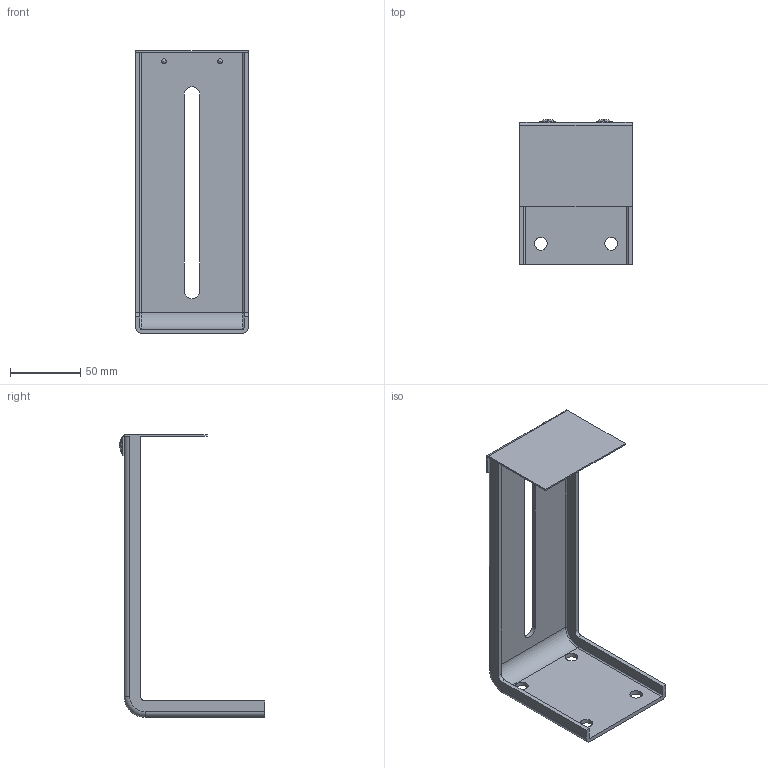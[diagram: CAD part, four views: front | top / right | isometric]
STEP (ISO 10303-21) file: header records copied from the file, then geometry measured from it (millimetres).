
FILE_DESCRIPTION(('STEP AP203'), '1');
FILE_NAME('兴055.01.00.000 署赅 牮铐彘磬 (瘟)', '2015-09-29T09:09:06', (''), (''), 'ASCON STEP Converter 1.3', 'ASCON Math Kernel', '');
FILE_SCHEMA(('CONFIG_CONTROL_DESIGN'));
Length unit declared in the file: millimetre
Products named in the file (1): 倓055.01.00.0003
Bounding box: 80 x 103.36 x 201 mm (x, y, z)
Volume: 83179.2 mm3; surface area: 64633 mm2
Topology: 1 solids, 3 shells, 91 faces, 225 edges, 142 vertices
Faces by surface type: plane 54, cylinder 29, torus 4, cone 2, bspline 2
Full cylindrical faces by diameter (mm): 3.444 x4, 4.5 x2, 9 x4, 11.426 x2
Entity records: 2944 total; most frequent: CARTESIAN_POINT 778, DIRECTION 445, ORIENTED_EDGE 414, EDGE_CURVE 207, AXIS2_PLACEMENT_3D 166, VERTEX_POINT 140, EDGE_LOOP 123, LINE 113
